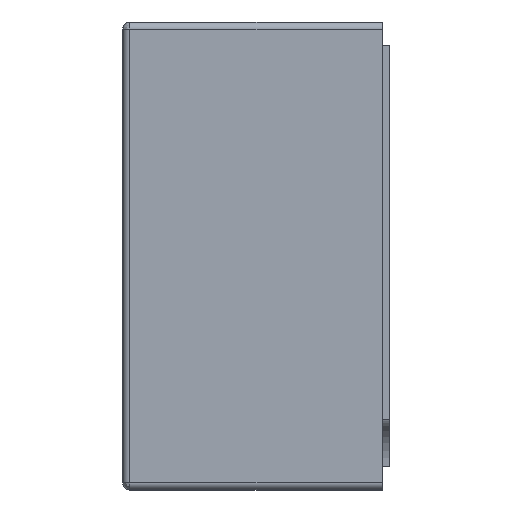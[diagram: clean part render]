
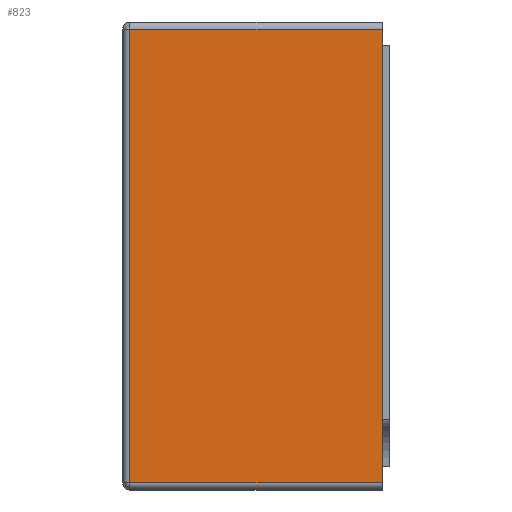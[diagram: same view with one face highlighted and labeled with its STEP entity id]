
A CAD part, left-side view. The second image highlights one B-rep face of the part: STEP entity #823.
In plain terms, the highlighted planar face has unit normal (-1, 0, 0).
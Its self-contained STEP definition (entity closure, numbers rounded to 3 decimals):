
#2 = DIRECTION ( 'NONE',  ( 0., -1., 0. ) ) ;
#73 = PLANE ( 'NONE',  #145 ) ;
#79 = VECTOR ( 'NONE', #105, 1000. ) ;
#105 = DIRECTION ( 'NONE',  ( 0., 0., 1. ) ) ;
#121 = VERTEX_POINT ( 'NONE', #772 ) ;
#145 = AXIS2_PLACEMENT_3D ( 'NONE', #472, #247, #882 ) ;
#167 = VERTEX_POINT ( 'NONE', #699 ) ;
#191 = CARTESIAN_POINT ( 'NONE',  ( -0.8, -0.27, 0.5 ) ) ;
#247 = DIRECTION ( 'NONE',  ( 1., 0., 0. ) ) ;
#271 = CARTESIAN_POINT ( 'NONE',  ( -0.8, 0.285, -0.485 ) ) ;
#282 = ORIENTED_EDGE ( 'NONE', *, *, #933, .F. ) ;
#334 = ORIENTED_EDGE ( 'NONE', *, *, #1015, .F. ) ;
#346 = ORIENTED_EDGE ( 'NONE', *, *, #640, .F. ) ;
#405 = LINE ( 'NONE', #408, #864 ) ;
#408 = CARTESIAN_POINT ( 'NONE',  ( -0.8, 0.285, 0.485 ) ) ;
#472 = CARTESIAN_POINT ( 'NONE',  ( -0.8, 0.285, 0.5 ) ) ;
#492 = LINE ( 'NONE', #191, #497 ) ;
#497 = VECTOR ( 'NONE', #591, 1000. ) ;
#531 = VERTEX_POINT ( 'NONE', #1035 ) ;
#535 = EDGE_LOOP ( 'NONE', ( #282, #334, #346, #704 ) ) ;
#586 = CARTESIAN_POINT ( 'NONE',  ( -0.8, -0.27, -0.485 ) ) ;
#591 = DIRECTION ( 'NONE',  ( 0., 0., -1. ) ) ;
#640 = EDGE_CURVE ( 'NONE', #1023, #167, #662, .T. ) ;
#662 = LINE ( 'NONE', #271, #1018 ) ;
#699 = CARTESIAN_POINT ( 'NONE',  ( -0.8, 0.27, -0.485 ) ) ;
#704 = ORIENTED_EDGE ( 'NONE', *, *, #1022, .F. ) ;
#732 = CARTESIAN_POINT ( 'NONE',  ( -0.8, 0.27, 0. ) ) ;
#772 = CARTESIAN_POINT ( 'NONE',  ( -0.8, -0.27, 0.485 ) ) ;
#823 = ADVANCED_FACE ( 'NONE', ( #871 ), #73, .F. ) ;
#864 = VECTOR ( 'NONE', #2, 1000. ) ;
#871 = FACE_OUTER_BOUND ( 'NONE', #535, .T. ) ;
#882 = DIRECTION ( 'NONE',  ( 0., 0., -1. ) ) ;
#903 = DIRECTION ( 'NONE',  ( 0., 1., 0. ) ) ;
#933 = EDGE_CURVE ( 'NONE', #531, #121, #405, .T. ) ;
#975 = LINE ( 'NONE', #732, #79 ) ;
#1015 = EDGE_CURVE ( 'NONE', #167, #531, #975, .T. ) ;
#1018 = VECTOR ( 'NONE', #903, 1000. ) ;
#1022 = EDGE_CURVE ( 'NONE', #121, #1023, #492, .T. ) ;
#1023 = VERTEX_POINT ( 'NONE', #586 ) ;
#1035 = CARTESIAN_POINT ( 'NONE',  ( -0.8, 0.27, 0.485 ) ) ;
